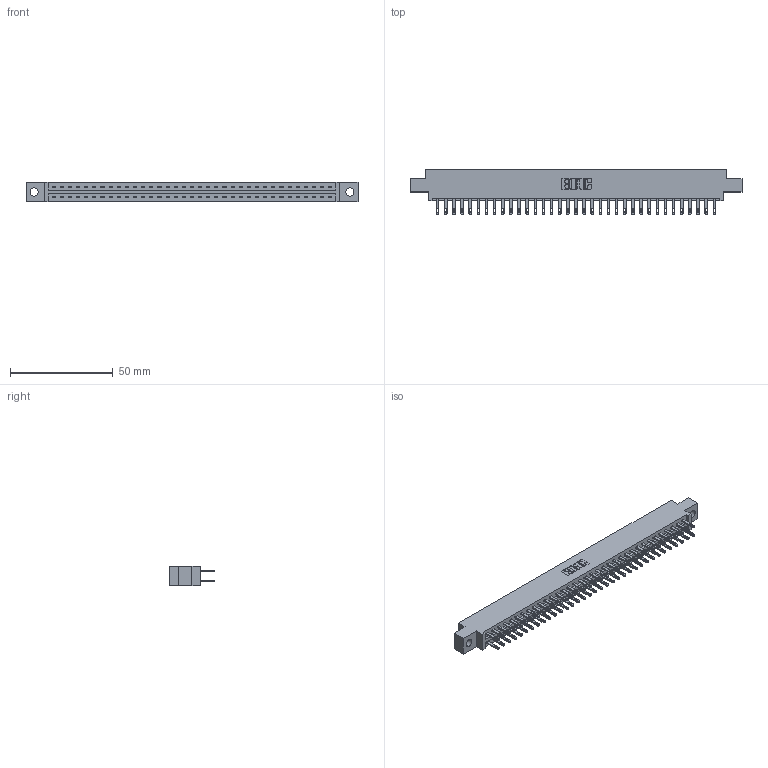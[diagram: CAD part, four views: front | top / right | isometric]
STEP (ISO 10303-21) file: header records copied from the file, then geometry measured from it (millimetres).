
FILE_DESCRIPTION (( 'STEP AP203' ), '1' );
FILE_NAME ('337-070-500-804.STEP', '2018-08-11T11:23:20', ( '' ), ( '' ), 'SwSTEP 2.0', 'SolidWorks 2016', '' );
FILE_SCHEMA (( 'CONFIG_CONTROL_DESIGN' ));
Length unit declared in the file: inch
Products named in the file (3): 337 Part_0.170 Offset - 0.156 Dia-TH; 345-292-001_345-293-100; 337-070-500-804
Assembly tree (71 placements, depth 2):
  337-070-500-804
    337 Part_0.170 Offset - 0.156 Dia-TH
    345-292-001_345-293-100  x70
Bounding box: 161.7 x 21.85 x 9.4 mm (x, y, z)
Volume: 16956.2 mm3; surface area: 19783 mm2
Topology: 71 solids, 71 shells, 3618 faces, 11033 edges, 7354 vertices
Faces by surface type: plane 2314, cylinder 1304
Entity records: 28107 total; most frequent: CARTESIAN_POINT 4742, ORIENTED_EDGE 4678, DIRECTION 4047, EDGE_CURVE 2339, VECTOR 2207, LINE 2207, VERTEX_POINT 1558, AXIS2_PLACEMENT_3D 920
